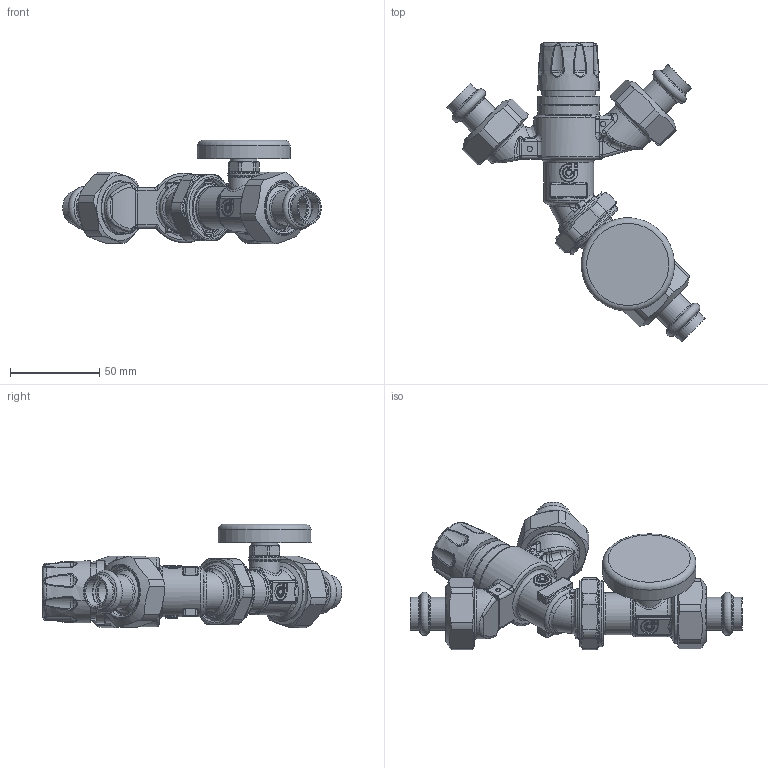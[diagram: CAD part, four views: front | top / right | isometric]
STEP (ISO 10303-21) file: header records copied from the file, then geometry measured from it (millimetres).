
FILE_DESCRIPTION(/* description */ (''),/* implementation_level */ '2;1');
FILE_NAME(/* name */ '520416A.stp',/* time_stamp */ '2025-06-27T10:14:53-05:00',/* author */ ('ischreiner'),/* organization */ (''),/* preprocessor_version */ 'ST-DEVELOPER v20',/* originating_system */ 'Autodesk Inventor 2024',/* authorisation */ '');
FILE_SCHEMA (('AUTOMOTIVE_DESIGN { 1 0 10303 214 3 1 1 }'));
Products named in the file (5): 520416A; 520051 body; NA10403; F61008 - 1 inch union nut; NA10358_Simplify_1
Assembly tree (8 placements, depth 2):
  520416A
    520051 body
    NA10403  x3
    F61008 - 1 inch union nut  x3
    NA10358_Simplify_1
Bounding box: 144.92 x 168.18 x 57.97 mm (x, y, z)
Volume: 225903.8 mm3; surface area: 67915.2 mm2
Topology: 12 solids, 12 shells, 1477 faces, 3393 edges, 1846 vertices
Faces by surface type: cylinder 461, bspline 404, plane 237, torus 184, sphere 112, cone 79
Full cylindrical faces by diameter (mm): 3 x2, 9.017 x1, 11.176 x1, 11.227 x1, 12.954 x1, 13.6 x1, 15.113 x3, 15.24 x1, 15.875 x1, 16.205 x6, 17 x1, 18 x1, 18.796 x6, 23.5 x1, 24 x1, 26.924 x3, 27.7 x1, 28 x2, 29.591 x3, 29.6 x1, 30.302 x3, 30.5 x1, 33.1 x4, 34.5 x1, 37 x2, 52.324 x1
Entity records: 75670 total; most frequent: CARTESIAN_POINT 46491, ORIENTED_EDGE 6116, DIRECTION 5626, EDGE_CURVE 3058, AXIS2_PLACEMENT_3D 2410, VERTEX_POINT 1724, EDGE_LOOP 1430, FACE_OUTER_BOUND 1387
